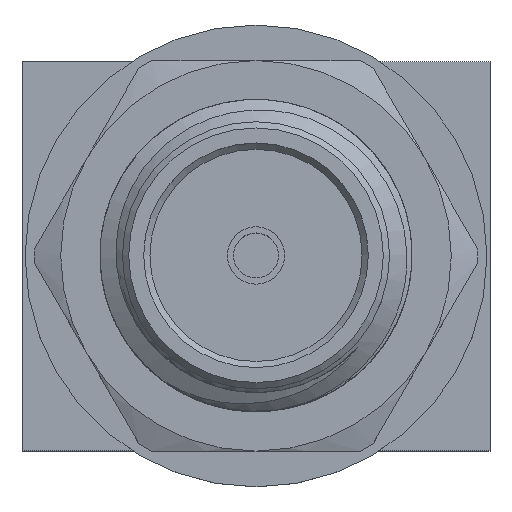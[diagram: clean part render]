
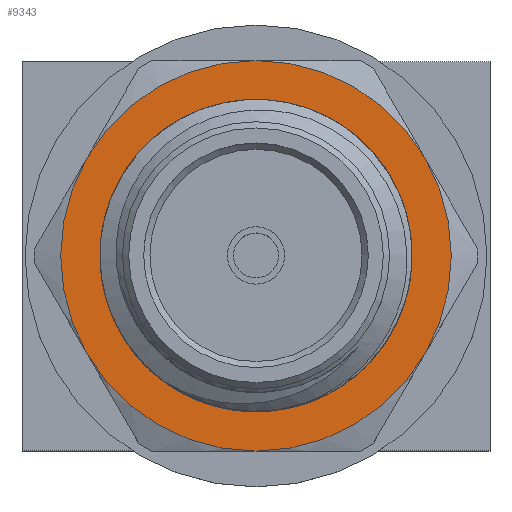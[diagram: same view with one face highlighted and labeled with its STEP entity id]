
A CAD part, top view. The second image highlights one B-rep face of the part: STEP entity #9343.
In plain terms, the highlighted planar face has unit normal (0, 0, 1).
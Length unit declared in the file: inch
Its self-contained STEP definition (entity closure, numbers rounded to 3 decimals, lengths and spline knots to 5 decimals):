
#16 = CARTESIAN_POINT ( 'NONE',  ( -0.11124, 0.05701, 0.185 ) ) ;
#74 = CARTESIAN_POINT ( 'NONE',  ( 0.01388, 0.12132, 0.185 ) ) ;
#120 = AXIS2_PLACEMENT_3D ( 'NONE', #3745, #8397, #1571 ) ;
#124 = ORIENTED_EDGE ( 'NONE', *, *, #1381, .T. ) ;
#158 = CARTESIAN_POINT ( 'NONE',  ( -0.11856, 0.03664, 0.185 ) ) ;
#159 = B_SPLINE_CURVE_WITH_KNOTS ( 'NONE', 3,
 ( #4655, #4743, #921, #4000, #7047, #158, #4142, #2711 ),
 .UNSPECIFIED., .F., .F.,
 ( 4, 2, 2, 4 ),
 ( 0.00139, 0.0018, 0.00221, 0.00303 ),
 .UNSPECIFIED. ) ;
#226 = EDGE_CURVE ( 'NONE', #3876, #5815, #2655, .T. ) ;
#341 = FACE_OUTER_BOUND ( 'NONE', #6574, .T. ) ;
#499 = ORIENTED_EDGE ( 'NONE', *, *, #4786, .T. ) ;
#510 = CIRCLE ( 'NONE', #3740, 0.1565 ) ;
#589 = VERTEX_POINT ( 'NONE', #5697 ) ;
#598 = CARTESIAN_POINT ( 'NONE',  ( 0., 0.1565, 0.185 ) ) ;
#708 = CARTESIAN_POINT ( 'NONE',  ( 0., 0., 0.185 ) ) ;
#742 = ORIENTED_EDGE ( 'NONE', *, *, #3579, .T. ) ;
#829 = EDGE_CURVE ( 'NONE', #1494, #5064, #3330, .T. ) ;
#921 = CARTESIAN_POINT ( 'NONE',  ( -0.12168, 0.00431, 0.185 ) ) ;
#1020 = CARTESIAN_POINT ( 'NONE',  ( 0., 0., 0.185 ) ) ;
#1294 = CARTESIAN_POINT ( 'NONE',  ( 0.13553, 0.07825, 0.185 ) ) ;
#1358 = CARTESIAN_POINT ( 'NONE',  ( 0., 0., 0.185 ) ) ;
#1381 = EDGE_CURVE ( 'NONE', #1568, #3876, #8742, .T. ) ;
#1494 = VERTEX_POINT ( 'NONE', #5013 ) ;
#1568 = VERTEX_POINT ( 'NONE', #7623 ) ;
#1571 = DIRECTION ( 'NONE',  ( 1., 0., 0. ) ) ;
#1685 = CARTESIAN_POINT ( 'NONE',  ( 0.00347, 0.12275, 0.185 ) ) ;
#1708 = AXIS2_PLACEMENT_3D ( 'NONE', #7752, #3997, #7044 ) ;
#1767 = CIRCLE ( 'NONE', #2095, 0.1565 ) ;
#1938 = ORIENTED_EDGE ( 'NONE', *, *, #2464, .T. ) ;
#2095 = AXIS2_PLACEMENT_3D ( 'NONE', #1358, #5920, #6775 ) ;
#2129 = DIRECTION ( 'NONE',  ( 0., 0., 1. ) ) ;
#2233 = CARTESIAN_POINT ( 'NONE',  ( -0.12085, -0.00644, 0.185 ) ) ;
#2296 = CARTESIAN_POINT ( 'NONE',  ( 0.02381, 0.11865, 0.185 ) ) ;
#2398 = CARTESIAN_POINT ( 'NONE',  ( 0., 0., 0.185 ) ) ;
#2464 = EDGE_CURVE ( 'NONE', #1494, #3576, #5393, .T. ) ;
#2477 = EDGE_LOOP ( 'NONE', ( #2668, #1938, #8382, #9603 ) ) ;
#2648 = VERTEX_POINT ( 'NONE', #2233 ) ;
#2655 = CIRCLE ( 'NONE', #120, 0.1565 ) ;
#2668 = ORIENTED_EDGE ( 'NONE', *, *, #829, .F. ) ;
#2711 = CARTESIAN_POINT ( 'NONE',  ( -0.11124, 0.05701, 0.185 ) ) ;
#3066 = CARTESIAN_POINT ( 'NONE',  ( 0.02381, 0.11865, 0.185 ) ) ;
#3190 = ORIENTED_EDGE ( 'NONE', *, *, #226, .T. ) ;
#3270 = VERTEX_POINT ( 'NONE', #598 ) ;
#3330 = CIRCLE ( 'NONE', #6356, 0.125 ) ;
#3576 = VERTEX_POINT ( 'NONE', #3066 ) ;
#3579 = EDGE_CURVE ( 'NONE', #5815, #3270, #510, .T. ) ;
#3740 = AXIS2_PLACEMENT_3D ( 'NONE', #2398, #5319, #7635 ) ;
#3745 = CARTESIAN_POINT ( 'NONE',  ( 0., 0., 0.185 ) ) ;
#3876 = VERTEX_POINT ( 'NONE', #4206 ) ;
#3997 = DIRECTION ( 'NONE',  ( 0., 0., 1. ) ) ;
#4000 = CARTESIAN_POINT ( 'NONE',  ( -0.12146, 0.01513, 0.185 ) ) ;
#4045 = AXIS2_PLACEMENT_3D ( 'NONE', #7457, #9098, #9901 ) ;
#4142 = CARTESIAN_POINT ( 'NONE',  ( -0.11559, 0.047, 0.185 ) ) ;
#4206 = CARTESIAN_POINT ( 'NONE',  ( 0.13553, -0.07825, 0.185 ) ) ;
#4227 = PLANE ( 'NONE',  #4503 ) ;
#4503 = AXIS2_PLACEMENT_3D ( 'NONE', #8080, #7126, #8662 ) ;
#4655 = CARTESIAN_POINT ( 'NONE',  ( -0.12085, -0.00644, 0.185 ) ) ;
#4712 = CARTESIAN_POINT ( 'NONE',  ( -0.01716, 0.12295, 0.185 ) ) ;
#4743 = CARTESIAN_POINT ( 'NONE',  ( -0.12145, -0.00108, 0.185 ) ) ;
#4786 = EDGE_CURVE ( 'NONE', #8268, #589, #1767, .T. ) ;
#4985 = DIRECTION ( 'NONE',  ( 0., 0., -1. ) ) ;
#5013 = CARTESIAN_POINT ( 'NONE',  ( -0.0375, 0.11924, 0.185 ) ) ;
#5021 = FACE_BOUND ( 'NONE', #2477, .T. ) ;
#5064 = VERTEX_POINT ( 'NONE', #16 ) ;
#5129 = AXIS2_PLACEMENT_3D ( 'NONE', #1020, #4985, #8929 ) ;
#5223 = EDGE_CURVE ( 'NONE', #2648, #5064, #159, .T. ) ;
#5319 = DIRECTION ( 'NONE',  ( 0., 0., 1. ) ) ;
#5336 = CARTESIAN_POINT ( 'NONE',  ( -0.13553, 0.07825, 0.185 ) ) ;
#5393 = B_SPLINE_CURVE_WITH_KNOTS ( 'NONE', 3,
 ( #8460, #7667, #4712, #1685, #74, #2296 ),
 .UNSPECIFIED., .F., .F.,
 ( 4, 2, 4 ),
 ( 0., 0.00078, 0.00157 ),
 .UNSPECIFIED. ) ;
#5697 = CARTESIAN_POINT ( 'NONE',  ( -0.13553, -0.07825, 0.185 ) ) ;
#5815 = VERTEX_POINT ( 'NONE', #1294 ) ;
#5920 = DIRECTION ( 'NONE',  ( 0., 0., 1. ) ) ;
#6154 = DIRECTION ( 'NONE',  ( 1., 0., 0. ) ) ;
#6356 = AXIS2_PLACEMENT_3D ( 'NONE', #708, #6828, #6154 ) ;
#6512 = ORIENTED_EDGE ( 'NONE', *, *, #8360, .T. ) ;
#6562 = ORIENTED_EDGE ( 'NONE', *, *, #8172, .T. ) ;
#6574 = EDGE_LOOP ( 'NONE', ( #3190, #742, #6512, #499, #6562, #124 ) ) ;
#6775 = DIRECTION ( 'NONE',  ( 1., 0., 0. ) ) ;
#6795 = DIRECTION ( 'NONE',  ( 1., 0., 0. ) ) ;
#6828 = DIRECTION ( 'NONE',  ( 0., 0., 1. ) ) ;
#7044 = DIRECTION ( 'NONE',  ( 1., 0., 0. ) ) ;
#7047 = CARTESIAN_POINT ( 'NONE',  ( -0.12099, 0.0206, 0.185 ) ) ;
#7126 = DIRECTION ( 'NONE',  ( 0., 0., 1. ) ) ;
#7457 = CARTESIAN_POINT ( 'NONE',  ( 0., 0., 0.185 ) ) ;
#7623 = CARTESIAN_POINT ( 'NONE',  ( 0., -0.1565, 0.185 ) ) ;
#7635 = DIRECTION ( 'NONE',  ( 1., 0., 0. ) ) ;
#7667 = CARTESIAN_POINT ( 'NONE',  ( -0.02738, 0.12176, 0.185 ) ) ;
#7717 = AXIS2_PLACEMENT_3D ( 'NONE', #8989, #2129, #6795 ) ;
#7752 = CARTESIAN_POINT ( 'NONE',  ( 0., 0., 0.185 ) ) ;
#8020 = CIRCLE ( 'NONE', #7717, 0.1565 ) ;
#8080 = CARTESIAN_POINT ( 'NONE',  ( 0., 0., 0.185 ) ) ;
#8172 = EDGE_CURVE ( 'NONE', #589, #1568, #9157, .T. ) ;
#8268 = VERTEX_POINT ( 'NONE', #5336 ) ;
#8360 = EDGE_CURVE ( 'NONE', #3270, #8268, #8020, .T. ) ;
#8382 = ORIENTED_EDGE ( 'NONE', *, *, #9744, .T. ) ;
#8397 = DIRECTION ( 'NONE',  ( 0., 0., 1. ) ) ;
#8460 = CARTESIAN_POINT ( 'NONE',  ( -0.0375, 0.11924, 0.185 ) ) ;
#8662 = DIRECTION ( 'NONE',  ( 1., 0., 0. ) ) ;
#8742 = CIRCLE ( 'NONE', #1708, 0.1565 ) ;
#8929 = DIRECTION ( 'NONE',  ( 1., 0., 0. ) ) ;
#8989 = CARTESIAN_POINT ( 'NONE',  ( 0., 0., 0.185 ) ) ;
#9098 = DIRECTION ( 'NONE',  ( 0., 0., 1. ) ) ;
#9157 = CIRCLE ( 'NONE', #4045, 0.1565 ) ;
#9343 = ADVANCED_FACE ( 'NONE', ( #341, #5021 ), #4227, .T. ) ;
#9435 = CIRCLE ( 'NONE', #5129, 0.12102 ) ;
#9603 = ORIENTED_EDGE ( 'NONE', *, *, #5223, .T. ) ;
#9744 = EDGE_CURVE ( 'NONE', #3576, #2648, #9435, .T. ) ;
#9901 = DIRECTION ( 'NONE',  ( 1., 0., 0. ) ) ;
